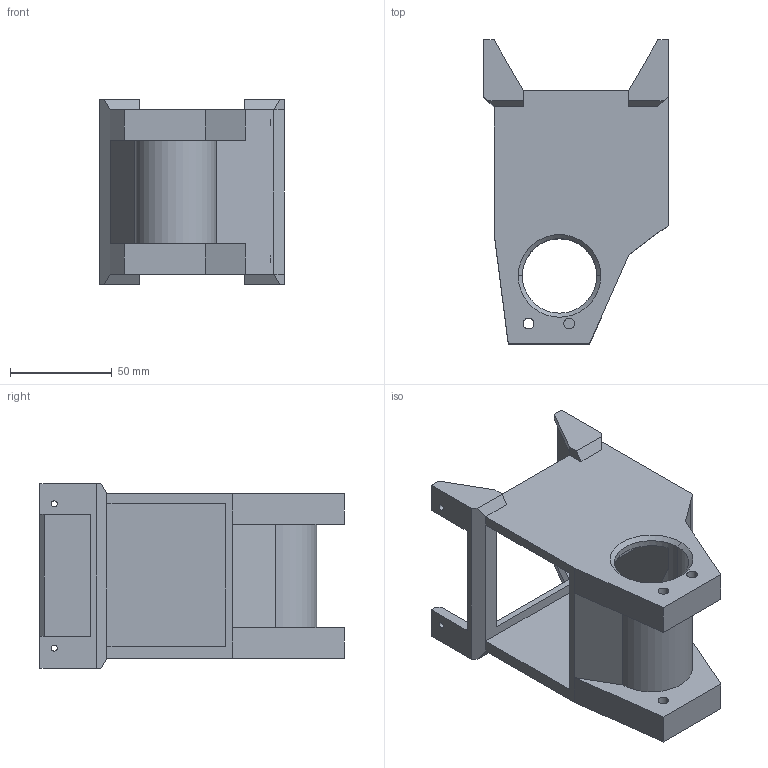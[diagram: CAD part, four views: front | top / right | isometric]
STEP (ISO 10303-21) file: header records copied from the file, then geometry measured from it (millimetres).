
FILE_DESCRIPTION (( 'STEP AP214' ), '1' );
FILE_NAME ('02_04_00-hopper_extruder.step', '2017-07-24T22:51:54', ( '' ), ( '' ), 'SwSTEP 2.0', 'SolidWorks 2016', '' );
FILE_SCHEMA (( 'AUTOMOTIVE_DESIGN' ));
Length unit declared in the file: millimetre
Products named in the file (1): 02_04_00-hopper_extruder
Bounding box: 90.7 x 149.71 x 91 mm (x, y, z)
Volume: 220174.7 mm3; surface area: 79545.3 mm2
Topology: 1 solids, 1 shells, 107 faces, 294 edges, 190 vertices
Faces by surface type: plane 85, cylinder 18, cone 4
Entity records: 3418 total; most frequent: CARTESIAN_POINT 598, ORIENTED_EDGE 588, DIRECTION 548, EDGE_CURVE 294, VECTOR 252, LINE 252, VERTEX_POINT 190, AXIS2_PLACEMENT_3D 148
